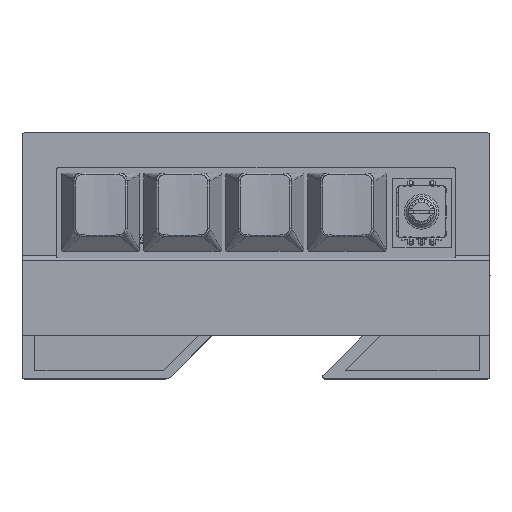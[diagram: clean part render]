
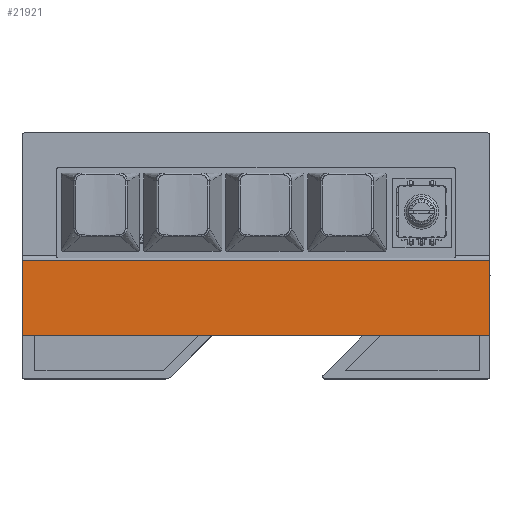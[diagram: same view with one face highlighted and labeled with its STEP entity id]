
A CAD part, top view. The second image highlights one B-rep face of the part: STEP entity #21921.
In plain terms, the highlighted planar face has unit normal (0, 0, 1).
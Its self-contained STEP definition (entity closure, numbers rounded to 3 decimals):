
#1400=CIRCLE('',#23408,0.5);
#1403=CIRCLE('',#23413,0.5);
#3066=FACE_OUTER_BOUND('',#4275,.T.);
#4275=EDGE_LOOP('',(#20002,#20003,#20004,#20005,#20006,#20007));
#6419=LINE('',#38906,#8665);
#6430=LINE('',#38938,#8676);
#6449=LINE('',#38996,#8695);
#6527=LINE('',#39219,#8773);
#8665=VECTOR('',#28384,10.);
#8676=VECTOR('',#28407,10.);
#8695=VECTOR('',#28462,10.);
#8773=VECTOR('',#28674,10.);
#10692=VERTEX_POINT('',#38902);
#10693=VERTEX_POINT('',#38904);
#10708=VERTEX_POINT('',#38936);
#10729=VERTEX_POINT('',#38995);
#10751=VERTEX_POINT('',#39046);
#10758=VERTEX_POINT('',#39065);
#13723=EDGE_CURVE('',#10693,#10692,#6419,.T.);
#13739=EDGE_CURVE('',#10708,#10693,#6430,.T.);
#13769=EDGE_CURVE('',#10692,#10729,#6449,.T.);
#13795=EDGE_CURVE('',#10729,#10751,#1400,.T.);
#13805=EDGE_CURVE('',#10758,#10708,#1403,.T.);
#13869=EDGE_CURVE('',#10758,#10751,#6527,.T.);
#20002=ORIENTED_EDGE('',*,*,#13723,.F.);
#20003=ORIENTED_EDGE('',*,*,#13739,.F.);
#20004=ORIENTED_EDGE('',*,*,#13805,.F.);
#20005=ORIENTED_EDGE('',*,*,#13869,.T.);
#20006=ORIENTED_EDGE('',*,*,#13795,.F.);
#20007=ORIENTED_EDGE('',*,*,#13769,.F.);
#20783=PLANE('',#23465);
#21921=ADVANCED_FACE('',(#3066),#20783,.F.);
#23408=AXIS2_PLACEMENT_3D('',#39047,#28501,#28502);
#23413=AXIS2_PLACEMENT_3D('',#39066,#28518,#28519);
#23465=AXIS2_PLACEMENT_3D('',#39220,#28675,#28676);
#28384=DIRECTION('',(1.,0.,0.));
#28407=DIRECTION('',(0.,1.,0.));
#28462=DIRECTION('',(0.,-1.,0.));
#28501=DIRECTION('center_axis',(0.,0.,-1.));
#28502=DIRECTION('ref_axis',(0.707,-0.707,0.));
#28518=DIRECTION('center_axis',(0.,0.,-1.));
#28519=DIRECTION('ref_axis',(-0.707,-0.707,0.));
#28674=DIRECTION('',(1.,0.,0.));
#28675=DIRECTION('center_axis',(0.,0.,-1.));
#28676=DIRECTION('ref_axis',(-1.,0.,0.));
#38902=CARTESIAN_POINT('',(100.5,23.5,32.));
#38904=CARTESIAN_POINT('',(-8.,23.5,32.));
#38906=CARTESIAN_POINT('',(0.,23.5,32.));
#38936=CARTESIAN_POINT('',(-8.,6.5,32.));
#38938=CARTESIAN_POINT('',(-8.,38.5,32.));
#38995=CARTESIAN_POINT('',(100.5,6.5,32.));
#38996=CARTESIAN_POINT('',(100.5,24.,32.));
#39046=CARTESIAN_POINT('',(100.,6.,32.));
#39047=CARTESIAN_POINT('Origin',(100.,6.5,32.));
#39065=CARTESIAN_POINT('',(-7.5,6.,32.));
#39066=CARTESIAN_POINT('Origin',(-7.5,6.5,32.));
#39219=CARTESIAN_POINT('',(0.,6.,32.));
#39220=CARTESIAN_POINT('Origin',(0.,24.,32.));
